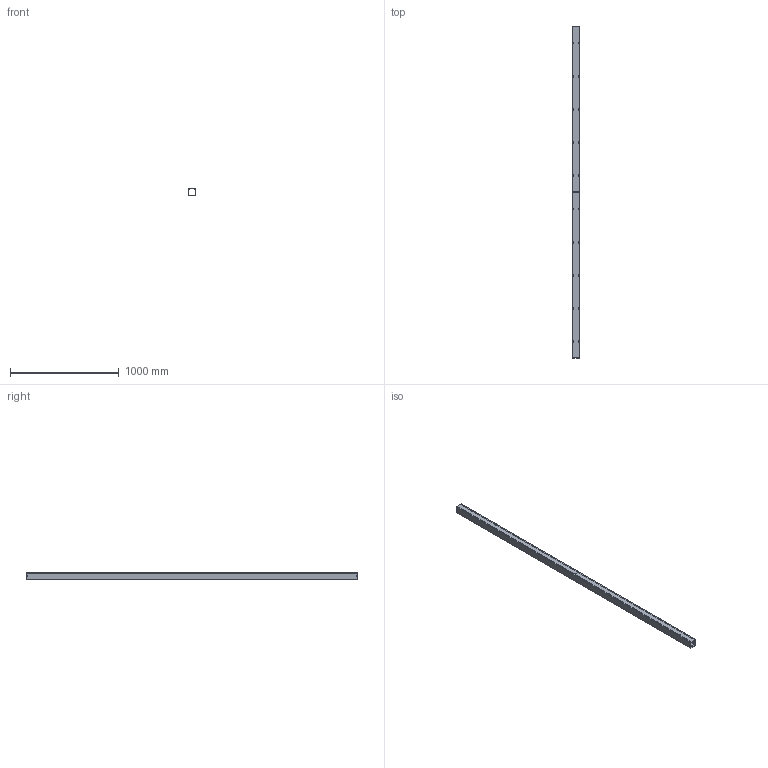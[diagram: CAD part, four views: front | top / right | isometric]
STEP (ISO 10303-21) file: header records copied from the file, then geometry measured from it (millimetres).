
FILE_DESCRIPTION (( 'STEP AP203' ), '1' );
FILE_NAME ('CWSC2120NK.step', '2024-04-25T14:12:37', ( '' ), ( '' ), 'SwSTEP 2.0', 'SolidWorks 2023', '' );
FILE_SCHEMA (( 'CONFIG_CONTROL_DESIGN' ));
Length unit declared in the file: inch
Products named in the file (1): CWSC2120NK
Bounding box: 66.4 x 3048 x 70.84 mm (x, y, z)
Volume: 1230244.3 mm3; surface area: 1716587.2 mm2
Topology: 23 solids, 23 shells, 674 faces, 1704 edges, 1096 vertices
Faces by surface type: plane 334, cylinder 220, bspline 80, cone 40
Entity records: 24187 total; most frequent: CARTESIAN_POINT 7995, ORIENTED_EDGE 3408, DIRECTION 3294, EDGE_CURVE 1704, AXIS2_PLACEMENT_3D 1195, VERTEX_POINT 1096, LINE 904, VECTOR 904
